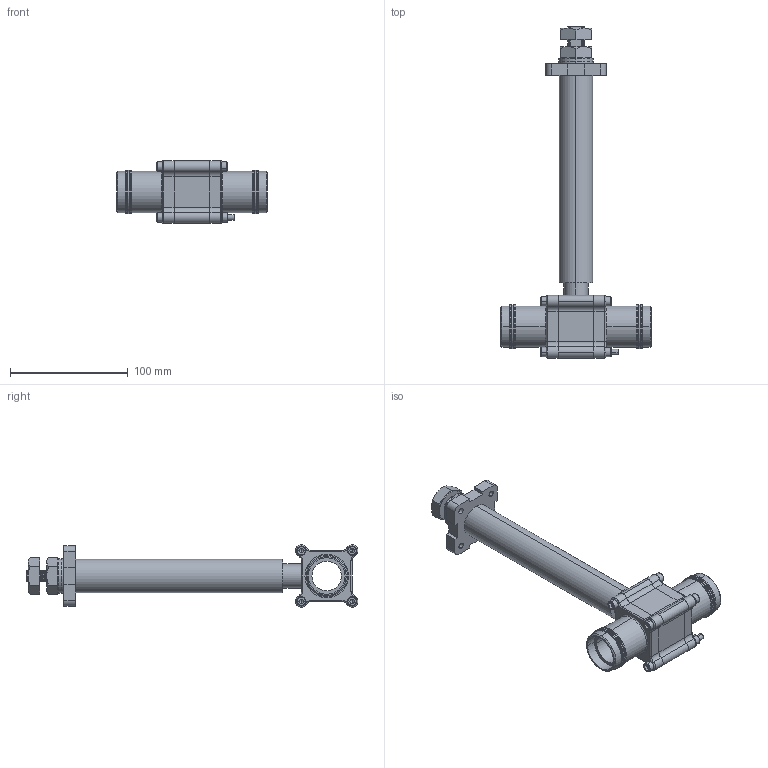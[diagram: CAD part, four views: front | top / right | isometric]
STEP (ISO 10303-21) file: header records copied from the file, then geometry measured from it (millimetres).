
FILE_DESCRIPTION (( 'STEP AP203' ), '1' );
FILE_NAME ('VCI-CRY-201H-900-1-SW-SW_BS.STEP', '2025-06-08T17:20:51', ( '' ), ( '' ), 'SwSTEP 2.0', 'SolidWorks 2025', '' );
FILE_SCHEMA (( 'CONFIG_CONTROL_DESIGN' ));
Length unit declared in the file: millimetre
Products named in the file (5): socket head cap screw_ai_HX-SHCS 0.19-32x0.25x0.25-N; VCI-CRY-201H-900-1-SW-SW; VCI-CRY-201H-900-1-SW-SW_BS; heavy hex jam nut_ai_HHJNUT 0.6250-18-B-N; flat washer type a narrow_ai_Preferred Narrow FW 0.5625
Assembly tree (13 placements, depth 2):
  VCI-CRY-201H-900-1-SW-SW_BS
    VCI-CRY-201H-900-1-SW-SW
    flat washer type a narrow_ai_Preferred Narrow FW 0.5625  x2
    heavy hex jam nut_ai_HHJNUT 0.6250-18-B-N  x2
    socket head cap screw_ai_HX-SHCS 0.19-32x0.25x0.25-N  x8
Bounding box: 127.6 x 281.5 x 53 mm (x, y, z)
Volume: 268802.7 mm3; surface area: 77998.9 mm2
Topology: 15 solids, 15 shells, 657 faces, 1604 edges, 998 vertices
Faces by surface type: cylinder 226, plane 223, bspline 88, cone 72, torus 48
Entity records: 97002 total; most frequent: CARTESIAN_POINT 86497, ORIENTED_EDGE 2240, DIRECTION 1855, EDGE_CURVE 1120, AXIS2_PLACEMENT_3D 738, VERTEX_POINT 723, EDGE_LOOP 497, FACE_OUTER_BOUND 432
